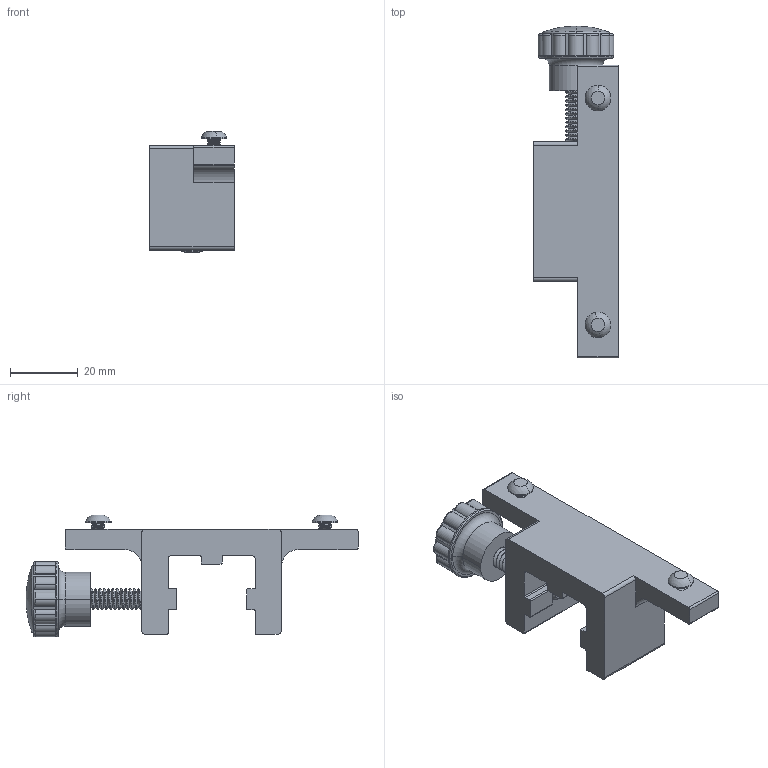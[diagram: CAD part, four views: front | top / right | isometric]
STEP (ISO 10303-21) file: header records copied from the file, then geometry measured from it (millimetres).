
FILE_DESCRIPTION (( 'STEP AP214' ), '1' );
FILE_NAME ('1in Right Mounting Bracket Striaght.STEP', '2026-02-27T17:09:17', ( '' ), ( '' ), 'SwSTEP 2.0', 'SolidWorks 2017', '' );
FILE_SCHEMA (( 'AUTOMOTIVE_DESIGN' ));
Length unit declared in the file: millimetre
Products named in the file (1): 1in Right Mounting Bracket Striaght
Bounding box: 25 x 98.08 x 35.94 mm (x, y, z)
Volume: 26920.7 mm3; surface area: 10594.5 mm2
Topology: 1 solids, 1 shells, 229 faces, 611 edges, 394 vertices
Faces by surface type: cylinder 97, plane 77, bspline 24, torus 23, sphere 6, cone 2
Entity records: 16293 total; most frequent: CARTESIAN_POINT 9657, ORIENTED_EDGE 1222, DIRECTION 1083, EDGE_CURVE 611, AXIS2_PLACEMENT_3D 429, VERTEX_POINT 394, EDGE_LOOP 239, ADVANCED_FACE 229
